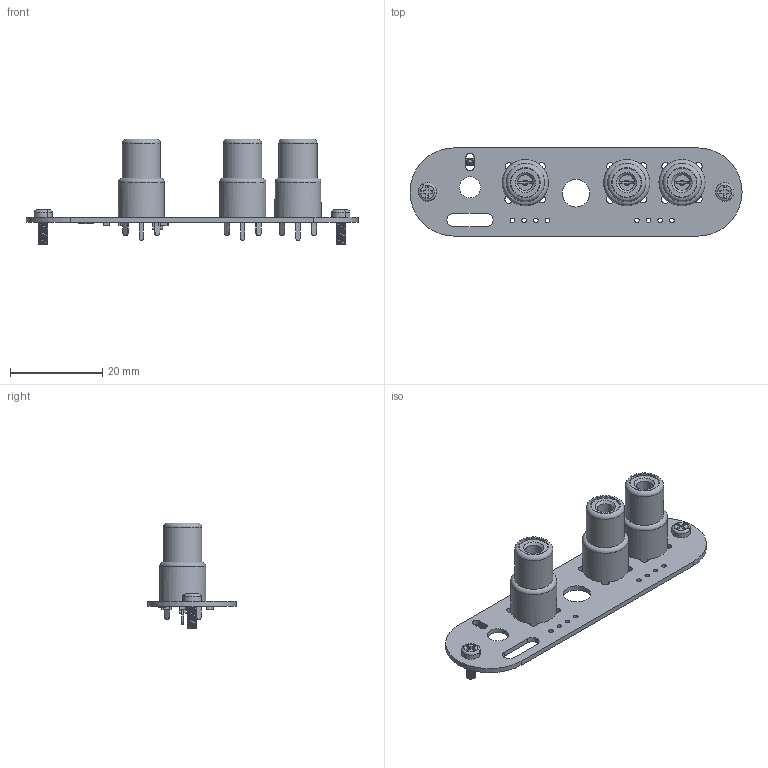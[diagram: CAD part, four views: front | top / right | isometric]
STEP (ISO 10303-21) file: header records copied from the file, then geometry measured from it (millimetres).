
FILE_DESCRIPTION(('Open CASCADE Model'),'2;1');
FILE_NAME('Open CASCADE Shape Model','2019-01-19T11:15:43',('Author'),( 'Open CASCADE'),'Open CASCADE STEP processor 6.8','Open CASCADE 6.8' ,'Unknown');
FILE_SCHEMA(('AUTOMOTIVE_DESIGN { 1 0 10303 214 1 1 1 1 }'));
Length unit declared in the file: millimetre
Products named in the file (28): PCB; Board; Open CASCADE STEP translator 6.8 3.1.1; MH2; vis_m3.6; MH1; R2; 6434133856; Extruded; 6434139936; R3; 6434143616; 6434130736; R1; LED1; 5976x0160xf; JP5; lumberg_btor1; C1; 6434143536; 6434132656; JP2; JP1
Assembly tree (36 placements, depth 4):
  PCB
    Board
      Open CASCADE STEP translator 6.8 3.1.1
    MH2
      vis_m3.6
    MH1
      vis_m3.6
    R2
      6434133856  x2
        Extruded
      6434139936
        Extruded
    R3
      6434143616  x2
        Extruded
      6434130736
        Extruded
    R1
      6434133856  x2
        Extruded
      6434139936
        Extruded
    LED1
      5976x0160xf
    JP5
      lumberg_btor1
    C1
      6434143536
        Extruded
      6434132656  x2
        Extruded
    JP2
      lumberg_btor1
    JP1
      lumberg_btor1
Bounding box: 72.04 x 19.15 x 23 mm (x, y, z)
Volume: 3521.9 mm3; surface area: 7650.5 mm2
Topology: 19 solids, 19 shells, 598 faces, 1617 edges, 1057 vertices
Faces by surface type: plane 317, cylinder 160, bspline 100, torus 14, cone 5, sphere 2
Full cylindrical faces by diameter (mm): 1 x8, 1.2 x3, 1.7 x12, 3.4 x3, 3.5 x2, 4.6 x1, 6 x1, 6.3 x3, 8.3 x3, 9.6 x3, 10 x3
Entity records: 13932 total; most frequent: CARTESIAN_POINT 6162, ORIENTED_EDGE 1618, DIRECTION 1334, EDGE_CURVE 809, VERTEX_POINT 530, LINE 456, VECTOR 456, AXIS2_PLACEMENT_3D 439
